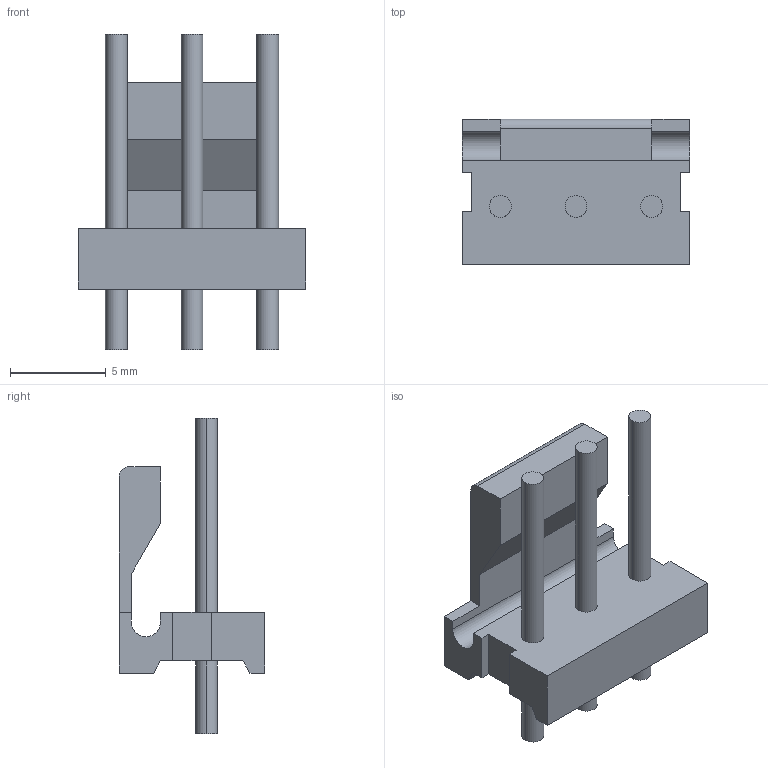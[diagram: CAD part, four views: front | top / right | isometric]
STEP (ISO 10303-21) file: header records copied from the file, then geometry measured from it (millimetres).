
FILE_DESCRIPTION((''),'2;1');
FILE_NAME('C-640388-3','2012-10-18T',('workeradm'),('Tyco Electronics Ltd.'),'PRO/ENGINEER BY PARAMETRIC TECHNOLOGY CORPORATION, 2010430','PRO/ENGINEER BY PARAMETRIC TECHNOLOGY CORPORATION, 2010430','');
FILE_SCHEMA(('AUTOMOTIVE_DESIGN { 1 0 10303 214 1 1 1 1 }'));
Length unit declared in the file: millimetre
Products named in the file (1): C-640388-3
Bounding box: 11.89 x 7.62 x 16.51 mm (x, y, z)
Volume: 359.8 mm3; surface area: 635.4 mm2
Topology: 1 solids, 1 shells, 47 faces, 117 edges, 78 vertices
Faces by surface type: plane 33, cylinder 14
Entity records: 1670 total; most frequent: CARTESIAN_POINT 244, DIRECTION 239, ORIENTED_EDGE 234, EDGE_CURVE 117, VECTOR 89, LINE 89, VERTEX_POINT 78, AXIS2_PLACEMENT_3D 75
